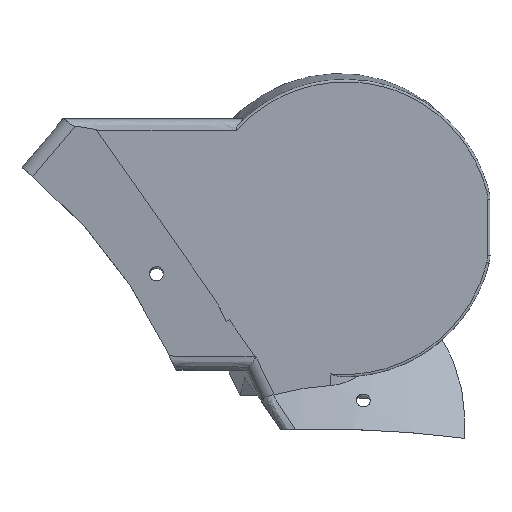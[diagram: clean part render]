
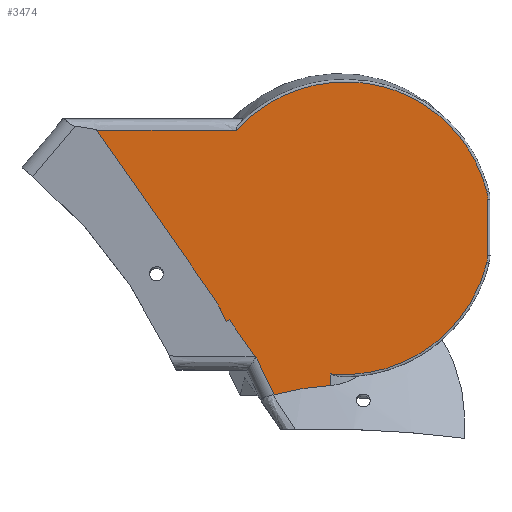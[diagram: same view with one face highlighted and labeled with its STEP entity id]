
A CAD part, front view. The second image highlights one B-rep face of the part: STEP entity #3474.
In plain terms, the highlighted planar face has unit normal (0.07, -0.995, -0.07).
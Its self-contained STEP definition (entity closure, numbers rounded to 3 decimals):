
#384=ELLIPSE('',#3701,110.111,110.111);
#396=LINE('',#5566,#641);
#397=LINE('',#5570,#642);
#398=LINE('',#5572,#643);
#399=LINE('',#5582,#644);
#641=VECTOR('',#4134,10.);
#642=VECTOR('',#4137,10.);
#643=VECTOR('',#4138,10.);
#644=VECTOR('',#4139,10.);
#886=PLANE('',#3700);
#959=FACE_OUTER_BOUND('',#1175,.T.);
#1175=EDGE_LOOP('',(#2382,#2383,#2384,#2385,#2386,#2387,#2388,#2389,#2390,
#2391,#2392,#2393,#2394,#2395,#2396,#2397));
#1403=B_SPLINE_CURVE_WITH_KNOTS('',3,(#5330,#5331,#5332,#5333,#5334,#5335,
#5336,#5337,#5338),.UNSPECIFIED.,.F.,.F.,(4,1,1,1,1,1,4),(0.039,
0.888,1.736,2.585,4.282,5.13,
5.978),.UNSPECIFIED.);
#1406=B_SPLINE_CURVE_WITH_KNOTS('',3,(#5380,#5381,#5382,#5383),
 .UNSPECIFIED.,.F.,.F.,(4,4),(5.978,6.114),
 .UNSPECIFIED.);
#1409=B_SPLINE_CURVE_WITH_KNOTS('',3,(#5425,#5426,#5427,#5428),
 .UNSPECIFIED.,.F.,.F.,(4,4),(6.114,7.176),
 .UNSPECIFIED.);
#1412=B_SPLINE_CURVE_WITH_KNOTS('',3,(#5470,#5471,#5472,#5473),
 .UNSPECIFIED.,.F.,.F.,(4,4),(7.176,7.311),
 .UNSPECIFIED.);
#1415=B_SPLINE_CURVE_WITH_KNOTS('',3,(#5542,#5543,#5544,#5545,#5546,#5547,
#5548),.UNSPECIFIED.,.F.,.F.,(4,1,1,1,4),(7.311,8.434,
9.556,10.398,11.24),.UNSPECIFIED.);
#1416=B_SPLINE_CURVE_WITH_KNOTS('',3,(#5551,#5552,#5553,#5554),
 .UNSPECIFIED.,.F.,.F.,(4,4),(2.014,2.059),
 .UNSPECIFIED.);
#1417=B_SPLINE_CURVE_WITH_KNOTS('',3,(#5556,#5557,#5558,#5559),
 .UNSPECIFIED.,.F.,.F.,(4,4),(3.466,3.526),
 .UNSPECIFIED.);
#1418=B_SPLINE_CURVE_WITH_KNOTS('',3,(#5561,#5562,#5563,#5564),
 .UNSPECIFIED.,.F.,.F.,(4,4),(0.893,3.466),
 .UNSPECIFIED.);
#1419=B_SPLINE_CURVE_WITH_KNOTS('',3,(#5574,#5575,#5576,#5577,#5578,#5579,
#5580),.UNSPECIFIED.,.F.,.F.,(4,3,4),(0.307,0.327,
0.351),.UNSPECIFIED.);
#1420=B_SPLINE_CURVE_WITH_KNOTS('',3,(#5584,#5585,#5586,#5587,#5588,#5589),
 .UNSPECIFIED.,.F.,.F.,(4,2,4),(-4.049,-3.613,-2.826),
 .UNSPECIFIED.);
#1421=B_SPLINE_CURVE_WITH_KNOTS('',3,(#5590,#5591,#5592,#5593),
 .UNSPECIFIED.,.F.,.F.,(4,4),(-2.014,-1.842),
 .UNSPECIFIED.);
#1474=VERTEX_POINT('',#5298);
#1477=VERTEX_POINT('',#5317);
#1478=VERTEX_POINT('',#5367);
#1480=VERTEX_POINT('',#5412);
#1482=VERTEX_POINT('',#5457);
#1484=VERTEX_POINT('',#5523);
#1486=VERTEX_POINT('',#5550);
#1487=VERTEX_POINT('',#5555);
#1488=VERTEX_POINT('',#5560);
#1489=VERTEX_POINT('',#5565);
#1490=VERTEX_POINT('',#5567);
#1491=VERTEX_POINT('',#5569);
#1492=VERTEX_POINT('',#5571);
#1493=VERTEX_POINT('',#5573);
#1494=VERTEX_POINT('',#5581);
#1495=VERTEX_POINT('',#5583);
#1818=EDGE_CURVE('',#1477,#1474,#1403,.T.);
#1821=EDGE_CURVE('',#1474,#1478,#1406,.T.);
#1824=EDGE_CURVE('',#1478,#1480,#1409,.T.);
#1827=EDGE_CURVE('',#1480,#1482,#1412,.T.);
#1830=EDGE_CURVE('',#1482,#1484,#1415,.T.);
#1831=EDGE_CURVE('',#1486,#1484,#1416,.T.);
#1832=EDGE_CURVE('',#1487,#1477,#1417,.T.);
#1833=EDGE_CURVE('',#1488,#1487,#1418,.T.);
#1834=EDGE_CURVE('',#1488,#1489,#396,.T.);
#1835=EDGE_CURVE('',#1489,#1490,#384,.F.);
#1836=EDGE_CURVE('',#1490,#1491,#397,.F.);
#1837=EDGE_CURVE('',#1492,#1491,#398,.T.);
#1838=EDGE_CURVE('',#1493,#1492,#1419,.T.);
#1839=EDGE_CURVE('',#1494,#1493,#399,.T.);
#1840=EDGE_CURVE('',#1495,#1494,#1420,.T.);
#1841=EDGE_CURVE('',#1486,#1495,#1421,.T.);
#2382=ORIENTED_EDGE('',*,*,#1831,.T.);
#2383=ORIENTED_EDGE('',*,*,#1830,.F.);
#2384=ORIENTED_EDGE('',*,*,#1827,.F.);
#2385=ORIENTED_EDGE('',*,*,#1824,.F.);
#2386=ORIENTED_EDGE('',*,*,#1821,.F.);
#2387=ORIENTED_EDGE('',*,*,#1818,.F.);
#2388=ORIENTED_EDGE('',*,*,#1832,.F.);
#2389=ORIENTED_EDGE('',*,*,#1833,.F.);
#2390=ORIENTED_EDGE('',*,*,#1834,.T.);
#2391=ORIENTED_EDGE('',*,*,#1835,.T.);
#2392=ORIENTED_EDGE('',*,*,#1836,.T.);
#2393=ORIENTED_EDGE('',*,*,#1837,.F.);
#2394=ORIENTED_EDGE('',*,*,#1838,.F.);
#2395=ORIENTED_EDGE('',*,*,#1839,.F.);
#2396=ORIENTED_EDGE('',*,*,#1840,.F.);
#2397=ORIENTED_EDGE('',*,*,#1841,.F.);
#3474=ADVANCED_FACE('',(#959),#886,.F.);
#3700=AXIS2_PLACEMENT_3D('',#5549,#4132,#4133);
#3701=AXIS2_PLACEMENT_3D('',#5568,#4135,#4136);
#4132=DIRECTION('center_axis',(-0.07,0.995,0.07));
#4133=DIRECTION('ref_axis',(0.998,0.069,0.006));
#4134=DIRECTION('',(0.57,0.097,-0.816));
#4135=DIRECTION('center_axis',(0.07,-0.995,-0.07));
#4136=DIRECTION('ref_axis',(-0.458,0.03,-0.888));
#4137=DIRECTION('',(-0.904,-0.034,-0.426));
#4138=DIRECTION('',(-0.57,-0.097,0.816));
#4139=DIRECTION('',(-0.427,-0.093,0.9));
#5298=CARTESIAN_POINT('',(4.494,-1.043,47.101));
#5317=CARTESIAN_POINT('',(-42.497,-5.147,58.7));
#5330=CARTESIAN_POINT('Ctrl Pts',(-42.497,-5.147,58.7));
#5331=CARTESIAN_POINT('Ctrl Pts',(-40.591,-5.16,60.805));
#5332=CARTESIAN_POINT('Ctrl Pts',(-36.149,-5.101,64.408));
#5333=CARTESIAN_POINT('Ctrl Pts',(-28.148,-4.76,67.548));
#5334=CARTESIAN_POINT('Ctrl Pts',(-16.728,-4.014,68.327));
#5335=CARTESIAN_POINT('Ctrl Pts',(-5.833,-2.931,63.768));
#5336=CARTESIAN_POINT('Ctrl Pts',(1.587,-1.804,55.081));
#5337=CARTESIAN_POINT('Ctrl Pts',(3.809,-1.282,49.835));
#5338=CARTESIAN_POINT('Ctrl Pts',(4.494,-1.043,47.101));
#5367=CARTESIAN_POINT('',(4.659,-0.938,45.765));
#5380=CARTESIAN_POINT('Ctrl Pts',(4.494,-1.043,47.101));
#5381=CARTESIAN_POINT('Ctrl Pts',(4.603,-1.005,46.665));
#5382=CARTESIAN_POINT('Ctrl Pts',(4.659,-0.969,46.215));
#5383=CARTESIAN_POINT('Ctrl Pts',(4.659,-0.938,45.765));
#5412=CARTESIAN_POINT('',(4.672,-0.197,35.171));
#5425=CARTESIAN_POINT('Ctrl Pts',(4.659,-0.938,45.765));
#5426=CARTESIAN_POINT('Ctrl Pts',(4.664,-0.691,42.234));
#5427=CARTESIAN_POINT('Ctrl Pts',(4.668,-0.444,38.703));
#5428=CARTESIAN_POINT('Ctrl Pts',(4.672,-0.197,35.171));
#5457=CARTESIAN_POINT('',(4.51,-0.115,33.834));
#5470=CARTESIAN_POINT('Ctrl Pts',(4.672,-0.197,35.171));
#5471=CARTESIAN_POINT('Ctrl Pts',(4.673,-0.165,34.721));
#5472=CARTESIAN_POINT('Ctrl Pts',(4.618,-0.138,34.271));
#5473=CARTESIAN_POINT('Ctrl Pts',(4.51,-0.115,33.834));
#5523=CARTESIAN_POINT('',(-24.879,-0.714,12.943));
#5542=CARTESIAN_POINT('Ctrl Pts',(4.51,-0.115,33.834));
#5543=CARTESIAN_POINT('Ctrl Pts',(3.613,0.076,30.206));
#5544=CARTESIAN_POINT('Ctrl Pts',(0.322,0.328,23.308));
#5545=CARTESIAN_POINT('Ctrl Pts',(-7.586,0.257,16.383));
#5546=CARTESIAN_POINT('Ctrl Pts',(-16.432,-0.127,13.015));
#5547=CARTESIAN_POINT('Ctrl Pts',(-22.086,-0.5,
12.679));
#5548=CARTESIAN_POINT('Ctrl Pts',(-24.879,-0.714,12.943));
#5549=CARTESIAN_POINT('Origin',(-22.168,-2.437,40.305));
#5550=CARTESIAN_POINT('',(-24.878,-0.683,12.491));
#5551=CARTESIAN_POINT('Ctrl Pts',(-24.878,-0.683,
12.491));
#5552=CARTESIAN_POINT('Ctrl Pts',(-24.878,-0.693,
12.642));
#5553=CARTESIAN_POINT('Ctrl Pts',(-24.878,-0.704,
12.792));
#5554=CARTESIAN_POINT('Ctrl Pts',(-24.879,-0.714,
12.943));
#5555=CARTESIAN_POINT('',(-43.097,-5.189,58.7));
#5556=CARTESIAN_POINT('Ctrl Pts',(-43.097,-5.189,58.7));
#5557=CARTESIAN_POINT('Ctrl Pts',(-42.897,-5.175,58.7));
#5558=CARTESIAN_POINT('Ctrl Pts',(-42.697,-5.161,58.7));
#5559=CARTESIAN_POINT('Ctrl Pts',(-42.497,-5.147,58.7));
#5560=CARTESIAN_POINT('',(-68.76,-6.988,58.701));
#5561=CARTESIAN_POINT('Ctrl Pts',(-68.76,-6.988,58.701));
#5562=CARTESIAN_POINT('Ctrl Pts',(-60.206,-6.388,58.701));
#5563=CARTESIAN_POINT('Ctrl Pts',(-51.651,-5.789,58.701));
#5564=CARTESIAN_POINT('Ctrl Pts',(-43.097,-5.189,58.7));
#5565=CARTESIAN_POINT('',(-46.314,-3.171,26.603));
#5566=CARTESIAN_POINT('',(-51.525,-4.057,34.055));
#5567=CARTESIAN_POINT('',(-44.431,-2.776,22.839));
#5568=CARTESIAN_POINT('Origin',(-143.638,-6.4,-24.799));
#5569=CARTESIAN_POINT('',(-43.868,-2.755,23.104));
#5570=CARTESIAN_POINT('',(-35.429,-2.442,27.085));
#5571=CARTESIAN_POINT('',(-39.022,-1.932,16.175));
#5572=CARTESIAN_POINT('',(-51.525,-4.057,34.055));
#5573=CARTESIAN_POINT('',(-38.734,-1.895,15.935));
#5574=CARTESIAN_POINT('Ctrl Pts',(-38.734,-1.895,15.935));
#5575=CARTESIAN_POINT('Ctrl Pts',(-38.785,-1.9,15.964));
#5576=CARTESIAN_POINT('Ctrl Pts',(-38.835,-1.906,15.997));
#5577=CARTESIAN_POINT('Ctrl Pts',(-38.881,-1.912,16.033));
#5578=CARTESIAN_POINT('Ctrl Pts',(-38.933,-1.918,16.073));
#5579=CARTESIAN_POINT('Ctrl Pts',(-38.984,-1.925,16.121));
#5580=CARTESIAN_POINT('Ctrl Pts',(-39.022,-1.932,16.175));
#5581=CARTESIAN_POINT('',(-35.465,-1.184,9.043));
#5582=CARTESIAN_POINT('',(-46.292,-3.538,31.872));
#5583=CARTESIAN_POINT('',(-24.875,-0.563,10.777));
#5584=CARTESIAN_POINT('Ctrl Pts',(-24.875,-0.563,
10.777));
#5585=CARTESIAN_POINT('Ctrl Pts',(-26.139,-0.646,
10.699));
#5586=CARTESIAN_POINT('Ctrl Pts',(-27.401,-0.726,10.574));
#5587=CARTESIAN_POINT('Ctrl Pts',(-30.936,-0.94,
10.1));
#5588=CARTESIAN_POINT('Ctrl Pts',(-33.222,-1.069,9.648));
#5589=CARTESIAN_POINT('Ctrl Pts',(-35.465,-1.184,9.043));
#5590=CARTESIAN_POINT('Ctrl Pts',(-24.878,-0.683,
12.491));
#5591=CARTESIAN_POINT('Ctrl Pts',(-24.877,-0.643,
11.92));
#5592=CARTESIAN_POINT('Ctrl Pts',(-24.876,-0.603,
11.348));
#5593=CARTESIAN_POINT('Ctrl Pts',(-24.875,-0.563,
10.777));
